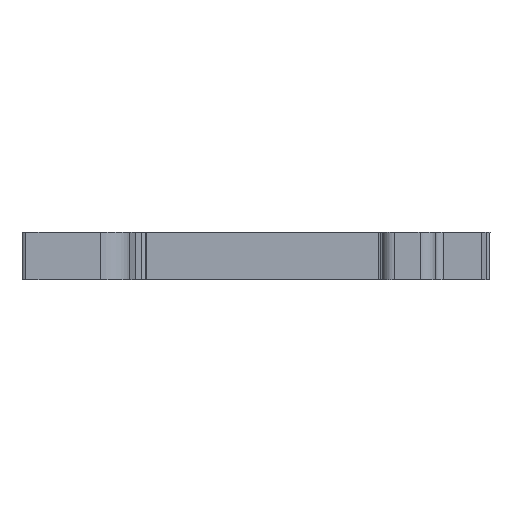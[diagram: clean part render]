
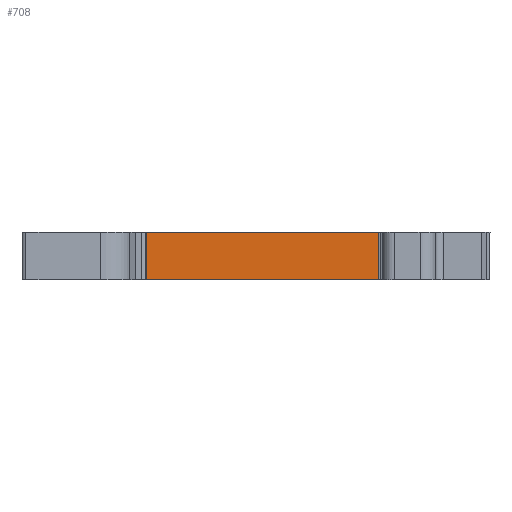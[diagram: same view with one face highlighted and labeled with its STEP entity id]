
A CAD part, front view. The second image highlights one B-rep face of the part: STEP entity #708.
In plain terms, the highlighted planar face has unit normal (0, -1, 0).
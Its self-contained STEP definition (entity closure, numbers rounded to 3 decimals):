
#367=FACE_OUTER_BOUND('',#1269,.T.);
#708=ADVANCED_FACE('',(#367),#976,.F.);
#976=PLANE('',#6773);
#1269=EDGE_LOOP('',(#4000,#4001,#4002,#4003));
#1492=LINE('',#9072,#2218);
#1931=LINE('',#10216,#2657);
#1932=LINE('',#10220,#2658);
#1933=LINE('',#10222,#2659);
#2218=VECTOR('',#7161,1.);
#2657=VECTOR('',#8134,1.);
#2658=VECTOR('',#8139,1.);
#2659=VECTOR('',#8140,1.);
#4000=ORIENTED_EDGE('',*,*,#6035,.T.);
#4001=ORIENTED_EDGE('',*,*,#6033,.F.);
#4002=ORIENTED_EDGE('',*,*,#5495,.F.);
#4003=ORIENTED_EDGE('',*,*,#6036,.T.);
#4859=VERTEX_POINT('',#9071);
#4860=VERTEX_POINT('',#9073);
#5233=VERTEX_POINT('',#10217);
#5234=VERTEX_POINT('',#10221);
#5495=EDGE_CURVE('',#4859,#4860,#1492,.T.);
#6033=EDGE_CURVE('',#4860,#5233,#1931,.T.);
#6035=EDGE_CURVE('',#5234,#5233,#1932,.T.);
#6036=EDGE_CURVE('',#4859,#5234,#1933,.T.);
#6773=AXIS2_PLACEMENT_3D('',#10223,#8141,#8142);
#7161=DIRECTION('',(1.,0.,0.));
#8134=DIRECTION('',(0.,0.,-1.));
#8139=DIRECTION('',(1.,0.,0.));
#8140=DIRECTION('',(0.,0.,-1.));
#8141=DIRECTION('',(0.,1.,0.));
#8142=DIRECTION('',(0.,0.,1.));
#9071=CARTESIAN_POINT('',(-14.206,32.28,0.062));
#9072=CARTESIAN_POINT('',(-14.206,32.28,0.062));
#9073=CARTESIAN_POINT('',(15.65,32.28,0.062));
#10216=CARTESIAN_POINT('',(15.65,32.28,0.062));
#10217=CARTESIAN_POINT('',(15.65,32.28,-6.028));
#10220=CARTESIAN_POINT('',(-14.206,32.28,-6.028));
#10221=CARTESIAN_POINT('',(-14.206,32.28,-6.028));
#10222=CARTESIAN_POINT('',(-14.206,32.28,0.062));
#10223=CARTESIAN_POINT('',(-14.206,32.28,0.062));
